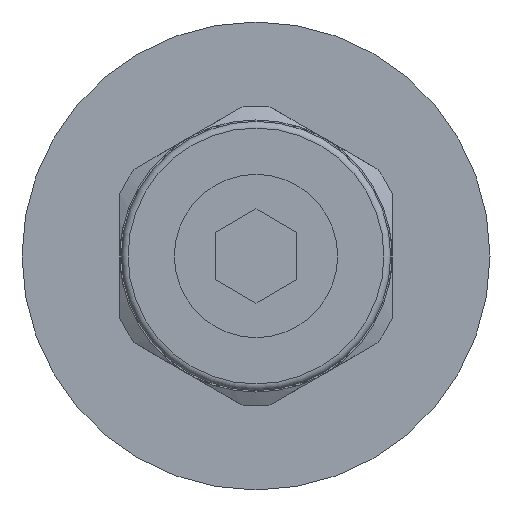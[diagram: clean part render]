
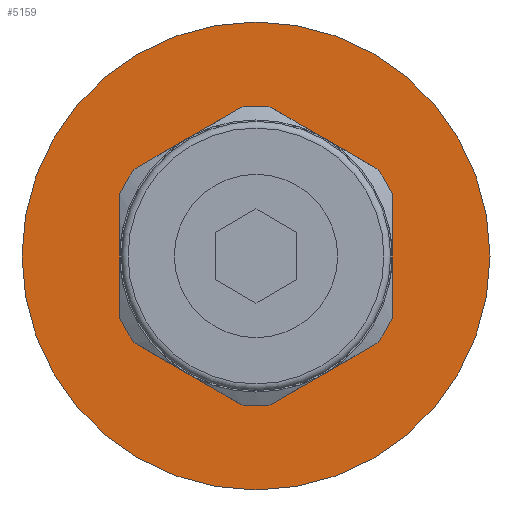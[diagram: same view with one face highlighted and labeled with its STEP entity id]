
A CAD part, left-side view. The second image highlights one B-rep face of the part: STEP entity #5159.
In plain terms, the highlighted planar face has unit normal (-1, 0, 0).
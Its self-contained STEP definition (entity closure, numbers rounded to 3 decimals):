
#600=FACE_BOUND('',#1417,.T.);
#851=CIRCLE('',#5701,8.6);
#852=CIRCLE('',#5702,5.);
#853=CIRCLE('',#5703,5.);
#854=CIRCLE('',#5704,5.);
#855=CIRCLE('',#5705,5.);
#856=CIRCLE('',#5706,5.);
#857=CIRCLE('',#5707,5.);
#1126=FACE_OUTER_BOUND('',#1416,.T.);
#1416=EDGE_LOOP('',(#4543));
#1417=EDGE_LOOP('',(#4544,#4545,#4546,#4547,#4548,#4549));
#2485=VERTEX_POINT('',#8965);
#2486=VERTEX_POINT('',#8967);
#2487=VERTEX_POINT('',#8968);
#2488=VERTEX_POINT('',#8970);
#2489=VERTEX_POINT('',#8972);
#2490=VERTEX_POINT('',#8974);
#2491=VERTEX_POINT('',#8976);
#3182=EDGE_CURVE('',#2485,#2485,#851,.T.);
#3183=EDGE_CURVE('',#2486,#2487,#852,.T.);
#3184=EDGE_CURVE('',#2487,#2488,#853,.T.);
#3185=EDGE_CURVE('',#2488,#2489,#854,.T.);
#3186=EDGE_CURVE('',#2489,#2490,#855,.T.);
#3187=EDGE_CURVE('',#2490,#2491,#856,.T.);
#3188=EDGE_CURVE('',#2491,#2486,#857,.T.);
#4543=ORIENTED_EDGE('',*,*,#3182,.T.);
#4544=ORIENTED_EDGE('',*,*,#3183,.T.);
#4545=ORIENTED_EDGE('',*,*,#3184,.T.);
#4546=ORIENTED_EDGE('',*,*,#3185,.T.);
#4547=ORIENTED_EDGE('',*,*,#3186,.T.);
#4548=ORIENTED_EDGE('',*,*,#3187,.T.);
#4549=ORIENTED_EDGE('',*,*,#3188,.T.);
#4914=PLANE('',#5700);
#5159=ADVANCED_FACE('',(#1126,#600),#4914,.T.);
#5700=AXIS2_PLACEMENT_3D('',#8964,#6995,#6996);
#5701=AXIS2_PLACEMENT_3D('',#8966,#6997,#6998);
#5702=AXIS2_PLACEMENT_3D('',#8969,#6999,#7000);
#5703=AXIS2_PLACEMENT_3D('',#8971,#7001,#7002);
#5704=AXIS2_PLACEMENT_3D('',#8973,#7003,#7004);
#5705=AXIS2_PLACEMENT_3D('',#8975,#7005,#7006);
#5706=AXIS2_PLACEMENT_3D('',#8977,#7007,#7008);
#5707=AXIS2_PLACEMENT_3D('',#8978,#7009,#7010);
#6995=DIRECTION('center_axis',(-1.,0.,0.));
#6996=DIRECTION('ref_axis',(0.,0.,
1.));
#6997=DIRECTION('center_axis',(-1.,0.,0.));
#6998=DIRECTION('ref_axis',(0.,1.,0.));
#6999=DIRECTION('center_axis',(1.,0.,0.));
#7000=DIRECTION('ref_axis',(0.,1.,0.));
#7001=DIRECTION('center_axis',(1.,0.,0.));
#7002=DIRECTION('ref_axis',(0.,1.,0.));
#7003=DIRECTION('center_axis',(1.,0.,0.));
#7004=DIRECTION('ref_axis',(0.,1.,0.));
#7005=DIRECTION('center_axis',(1.,0.,0.));
#7006=DIRECTION('ref_axis',(0.,1.,0.));
#7007=DIRECTION('center_axis',(1.,0.,0.));
#7008=DIRECTION('ref_axis',(0.,1.,0.));
#7009=DIRECTION('center_axis',(1.,0.,0.));
#7010=DIRECTION('ref_axis',(0.,1.,0.));
#8964=CARTESIAN_POINT('Origin',(-73.05,6.125,0.));
#8965=CARTESIAN_POINT('',(-73.05,-8.6,0.));
#8966=CARTESIAN_POINT('Origin',(-73.05,0.,
0.));
#8967=CARTESIAN_POINT('',(-73.05,-2.5,-4.33));
#8968=CARTESIAN_POINT('',(-73.05,2.5,-4.33));
#8969=CARTESIAN_POINT('Origin',(-73.05,0.,
0.));
#8970=CARTESIAN_POINT('',(-73.05,5.,0.));
#8971=CARTESIAN_POINT('Origin',(-73.05,0.,
0.));
#8972=CARTESIAN_POINT('',(-73.05,2.5,4.33));
#8973=CARTESIAN_POINT('Origin',(-73.05,0.,
0.));
#8974=CARTESIAN_POINT('',(-73.05,-2.5,4.33));
#8975=CARTESIAN_POINT('Origin',(-73.05,0.,
0.));
#8976=CARTESIAN_POINT('',(-73.05,-5.,0.));
#8977=CARTESIAN_POINT('Origin',(-73.05,0.,
0.));
#8978=CARTESIAN_POINT('Origin',(-73.05,0.,
0.));
